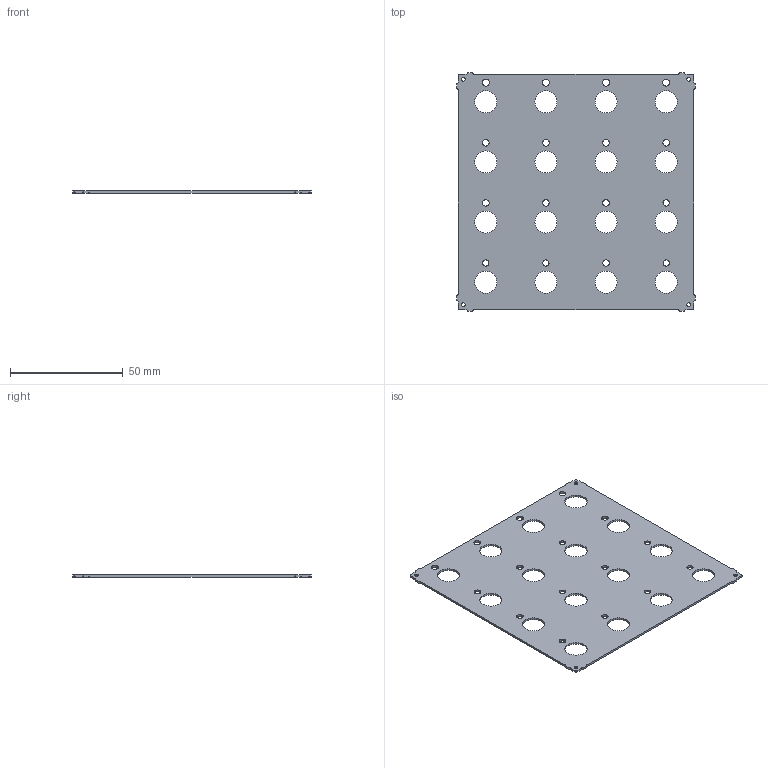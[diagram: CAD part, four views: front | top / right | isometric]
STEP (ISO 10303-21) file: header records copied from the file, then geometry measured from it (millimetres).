
FILE_DESCRIPTION(('KiCad electronic assembly'),'2;1');
FILE_NAME('FP-XX16-TEST-3D.step','2025-05-16T06:50:52',('Pcbnew'),( 'Kicad'),'Open CASCADE STEP processor 7.6','KiCad to STEP converter' ,'Unknown');
FILE_SCHEMA(('AUTOMOTIVE_DESIGN { 1 0 10303 214 1 1 1 1 }'));
Length unit declared in the file: millimetre
Products named in the file (2): FP-XX16-TEST-3D 1; kibot_xf7j6lfz_PCB
Assembly tree (1 placements, depth 2):
  FP-XX16-TEST-3D 1
    kibot_xf7j6lfz_PCB
Bounding box: 105.6 x 105.6 x 0.91 mm (x, y, z)
Volume: 8715.4 mm3; surface area: 20140 mm2
Topology: 1 solids, 1 shells, 110 faces, 324 edges, 216 vertices
Faces by surface type: cylinder 72, plane 38
Full cylindrical faces by diameter (mm): 1.75 x4, 2.75 x2, 2.8 x2, 2.85 x2, 2.9 x2, 2.95 x2, 3 x2, 3.05 x2, 3.1 x2, 9.8 x16
Entity records: 3913 total; most frequent: DIRECTION 692, CARTESIAN_POINT 652, ORIENTED_EDGE 648, EDGE_CURVE 324, AXIS2_PLACEMENT_3D 256, VERTEX_POINT 216, FACE_BOUND 182, EDGE_LOOP 182
